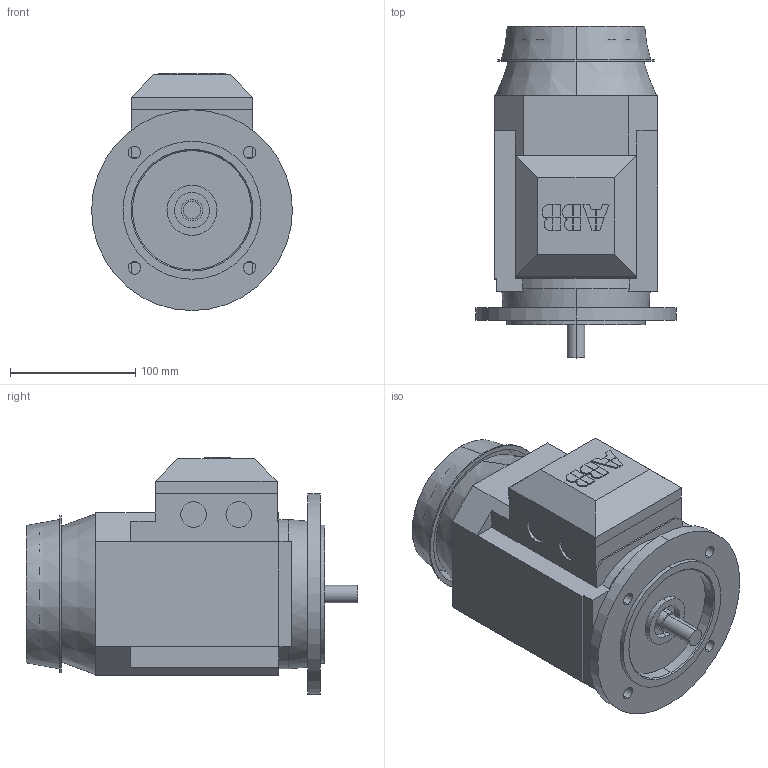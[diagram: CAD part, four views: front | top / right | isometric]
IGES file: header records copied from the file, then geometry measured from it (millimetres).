
Global section: file name: No Iges File Name specified; native system: Autodesk Inventor 2011; preprocessor: AutoDesk Inventor Iges Exporter R2011; author: sejotaa1; date: 20150814.144217; units: millimetre
Bounding box: 160 x 264.5 x 189 mm (x, y, z)
Volume: 3479924.5 mm3; surface area: 204334.4 mm2
Topology: 2 solids, 2 shells, 173 faces, 416 edges, 274 vertices
Faces by surface type: plane 119, revolution 24, cylinder 20, cone 6, bspline 4
